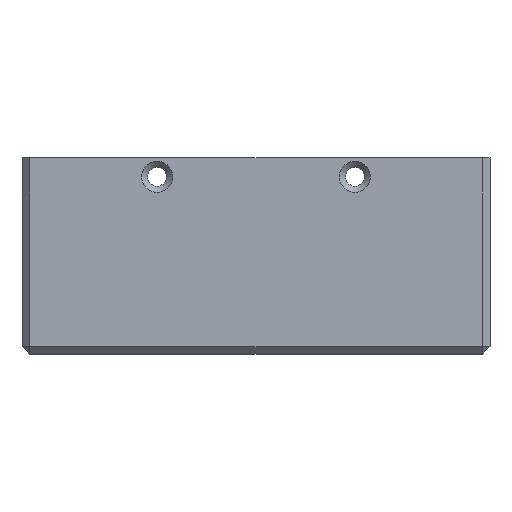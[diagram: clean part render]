
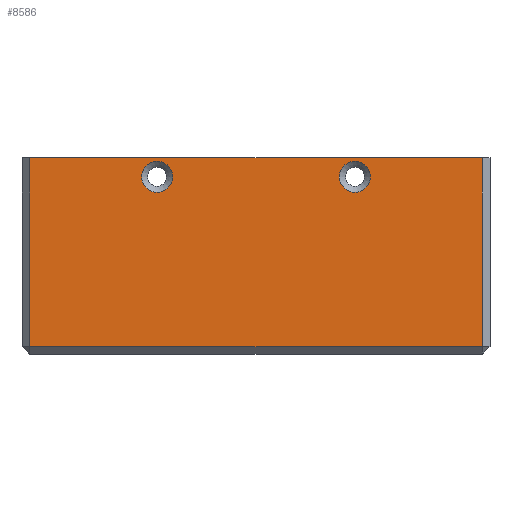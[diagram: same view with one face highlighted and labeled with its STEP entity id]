
A CAD part, front view. The second image highlights one B-rep face of the part: STEP entity #8586.
In plain terms, the highlighted planar face has unit normal (0, -1, 0).
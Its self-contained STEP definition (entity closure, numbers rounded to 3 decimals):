
#46=FACE_BOUND('',#817,.T.);
#47=FACE_BOUND('',#818,.T.);
#95=CIRCLE('',#9131,2.05);
#97=CIRCLE('',#9134,2.05);
#277=FACE_OUTER_BOUND('',#816,.T.);
#816=EDGE_LOOP('',(#6441,#6442,#6443,#6444));
#817=EDGE_LOOP('',(#6445));
#818=EDGE_LOOP('',(#6446));
#1241=LINE('',#11933,#2423);
#1795=LINE('',#13069,#2977);
#1796=LINE('',#13071,#2978);
#1797=LINE('',#13072,#2979);
#2423=VECTOR('',#9625,10.);
#2977=VECTOR('',#10477,10.);
#2978=VECTOR('',#10478,10.);
#2979=VECTOR('',#10479,10.);
#3610=VERTEX_POINT('',#11931);
#3611=VERTEX_POINT('',#11932);
#4042=VERTEX_POINT('',#13062);
#4044=VERTEX_POINT('',#13068);
#4045=VERTEX_POINT('',#13070);
#4046=VERTEX_POINT('',#13073);
#4340=EDGE_CURVE('',#3610,#3611,#1241,.T.);
#4904=EDGE_CURVE('',#4042,#4042,#95,.T.);
#4907=EDGE_CURVE('',#4044,#3611,#1795,.T.);
#4908=EDGE_CURVE('',#4044,#4045,#1796,.T.);
#4909=EDGE_CURVE('',#4045,#3610,#1797,.T.);
#4910=EDGE_CURVE('',#4046,#4046,#97,.T.);
#6441=ORIENTED_EDGE('',*,*,#4340,.T.);
#6442=ORIENTED_EDGE('',*,*,#4907,.F.);
#6443=ORIENTED_EDGE('',*,*,#4908,.T.);
#6444=ORIENTED_EDGE('',*,*,#4909,.T.);
#6445=ORIENTED_EDGE('',*,*,#4910,.F.);
#6446=ORIENTED_EDGE('',*,*,#4904,.F.);
#8082=PLANE('',#9133);
#8586=ADVANCED_FACE('',(#277,#46,#47),#8082,.T.);
#9131=AXIS2_PLACEMENT_3D('',#13063,#10470,#10471);
#9133=AXIS2_PLACEMENT_3D('',#13067,#10475,#10476);
#9134=AXIS2_PLACEMENT_3D('',#13074,#10480,#10481);
#9625=DIRECTION('',(-1.,0.,0.));
#10470=DIRECTION('center_axis',(0.,-1.,0.));
#10471=DIRECTION('ref_axis',(-1.,0.,0.));
#10475=DIRECTION('center_axis',(0.,-1.,0.));
#10476=DIRECTION('ref_axis',(0.,0.,-1.));
#10477=DIRECTION('',(0.,0.,1.));
#10478=DIRECTION('',(1.,0.,0.));
#10479=DIRECTION('',(0.,0.,1.));
#10480=DIRECTION('center_axis',(0.,-1.,0.));
#10481=DIRECTION('ref_axis',(-1.,0.,0.));
#11931=CARTESIAN_POINT('',(30.,-36.,22.5));
#11932=CARTESIAN_POINT('',(-30.,-36.,22.5));
#11933=CARTESIAN_POINT('',(1.,-36.,22.5));
#13062=CARTESIAN_POINT('',(-11.05,-36.,19.995));
#13063=CARTESIAN_POINT('Origin',(-13.1,-36.,19.995));
#13067=CARTESIAN_POINT('Origin',(30.,-36.,22.5));
#13068=CARTESIAN_POINT('',(-30.,-36.,-2.5));
#13069=CARTESIAN_POINT('',(-30.,-36.,22.5));
#13070=CARTESIAN_POINT('',(30.,-36.,-2.5));
#13071=CARTESIAN_POINT('',(-30.,-36.,-2.5));
#13072=CARTESIAN_POINT('',(30.,-36.,-2.5));
#13073=CARTESIAN_POINT('',(15.15,-36.,19.995));
#13074=CARTESIAN_POINT('Origin',(13.1,-36.,19.995));
